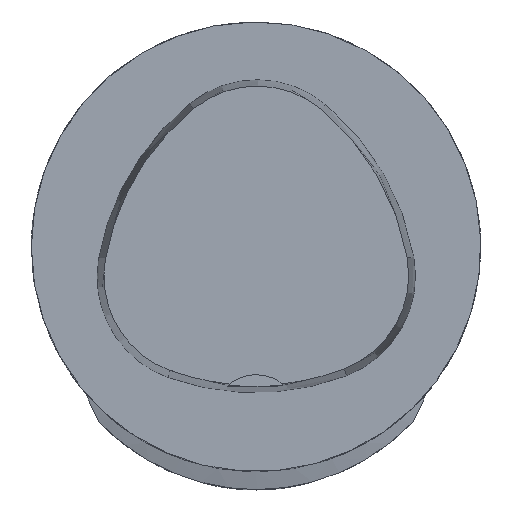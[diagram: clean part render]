
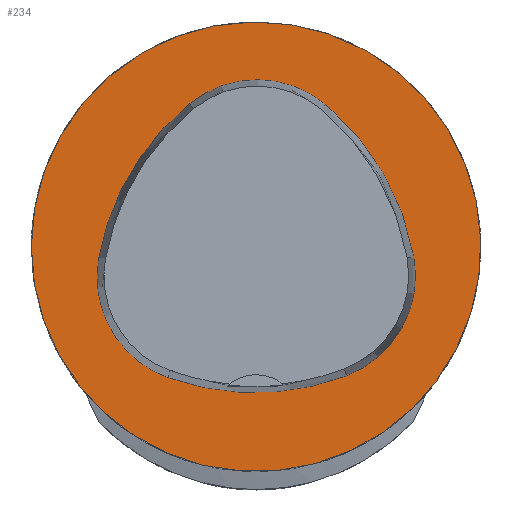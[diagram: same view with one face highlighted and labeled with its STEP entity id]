
A CAD part, top view. The second image highlights one B-rep face of the part: STEP entity #234.
In plain terms, the highlighted planar face has unit normal (0, 0, 1).
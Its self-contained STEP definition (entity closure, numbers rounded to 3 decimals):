
#234=ADVANCED_FACE('',(#452,#453),#284,.T.);
#284=PLANE('',#1323);
#452=FACE_BOUND('',#507,.T.);
#453=FACE_BOUND('',#508,.T.);
#507=EDGE_LOOP('',(#720,#721,#722,#723,#724,#725));
#508=EDGE_LOOP('',(#726));
#720=ORIENTED_EDGE('',*,*,#1073,.T.);
#721=ORIENTED_EDGE('',*,*,#1053,.T.);
#722=ORIENTED_EDGE('',*,*,#1057,.T.);
#723=ORIENTED_EDGE('',*,*,#1060,.T.);
#724=ORIENTED_EDGE('',*,*,#1063,.T.);
#725=ORIENTED_EDGE('',*,*,#1071,.T.);
#726=ORIENTED_EDGE('',*,*,#1036,.F.);
#918=VERTEX_POINT('',#2015);
#933=VERTEX_POINT('',#2064);
#934=VERTEX_POINT('',#2065);
#937=VERTEX_POINT('',#2073);
#939=VERTEX_POINT('',#2079);
#941=VERTEX_POINT('',#2085);
#948=VERTEX_POINT('',#2106);
#1036=EDGE_CURVE('',#918,#918,#1130,.T.);
#1053=EDGE_CURVE('',#933,#934,#1132,.T.);
#1057=EDGE_CURVE('',#934,#937,#1134,.T.);
#1060=EDGE_CURVE('',#937,#939,#1136,.T.);
#1063=EDGE_CURVE('',#939,#941,#1138,.T.);
#1071=EDGE_CURVE('',#941,#948,#1142,.T.);
#1073=EDGE_CURVE('',#948,#933,#1144,.T.);
#1130=CIRCLE('',#1288,31.5);
#1132=CIRCLE('',#1301,36.);
#1134=CIRCLE('',#1304,15.);
#1136=CIRCLE('',#1307,36.);
#1138=CIRCLE('',#1310,15.);
#1142=CIRCLE('',#1315,36.);
#1144=CIRCLE('',#1318,15.);
#1288=AXIS2_PLACEMENT_3D('',#2014,#1525,#1526);
#1301=AXIS2_PLACEMENT_3D('',#2063,#1555,#1556);
#1304=AXIS2_PLACEMENT_3D('',#2072,#1563,#1564);
#1307=AXIS2_PLACEMENT_3D('',#2078,#1570,#1571);
#1310=AXIS2_PLACEMENT_3D('',#2084,#1577,#1578);
#1315=AXIS2_PLACEMENT_3D('',#2107,#1589,#1590);
#1318=AXIS2_PLACEMENT_3D('',#2110,#1595,#1596);
#1323=AXIS2_PLACEMENT_3D('',#2115,#1605,#1606);
#1525=DIRECTION('',(0.,0.,-1.));
#1526=DIRECTION('',(-1.,0.,0.));
#1555=DIRECTION('',(0.,0.,-1.));
#1556=DIRECTION('',(-1.,0.,0.));
#1563=DIRECTION('',(0.,0.,-1.));
#1564=DIRECTION('',(-1.,0.,0.));
#1570=DIRECTION('',(0.,0.,-1.));
#1571=DIRECTION('',(-1.,0.,0.));
#1577=DIRECTION('',(0.,0.,-1.));
#1578=DIRECTION('',(-1.,0.,0.));
#1589=DIRECTION('',(0.,0.,-1.));
#1590=DIRECTION('',(-1.,0.,0.));
#1595=DIRECTION('',(0.,0.,-1.));
#1596=DIRECTION('',(-1.,0.,0.));
#1605=DIRECTION('',(0.,0.,1.));
#1606=DIRECTION('',(1.,0.,0.));
#2014=CARTESIAN_POINT('',(0.,0.,0.));
#2015=CARTESIAN_POINT('',(-31.5,0.,0.));
#2063=CARTESIAN_POINT('',(13.398,-7.893,0.));
#2064=CARTESIAN_POINT('',(-22.041,-1.562,0.));
#2065=CARTESIAN_POINT('',(-9.317,20.036,0.));
#2072=CARTESIAN_POINT('',(0.148,8.399,0.));
#2073=CARTESIAN_POINT('',(9.779,19.898,0.));
#2078=CARTESIAN_POINT('',(-13.337,-7.7,0.));
#2079=CARTESIAN_POINT('',(22.122,-1.48,0.));
#2084=CARTESIAN_POINT('',(7.347,-4.071,0.));
#2085=CARTESIAN_POINT('',(12.693,-18.087,0.));
#2106=CARTESIAN_POINT('',(-12.373,-18.307,0.));
#2107=CARTESIAN_POINT('',(-0.137,15.55,0.));
#2110=CARTESIAN_POINT('',(-7.275,-4.2,0.));
#2115=CARTESIAN_POINT('',(0.,0.,0.));
